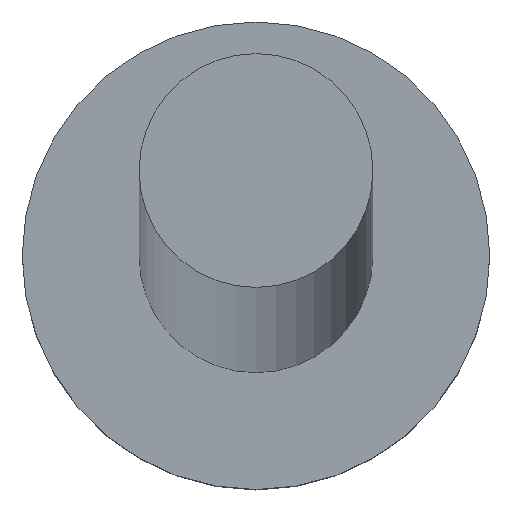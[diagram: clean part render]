
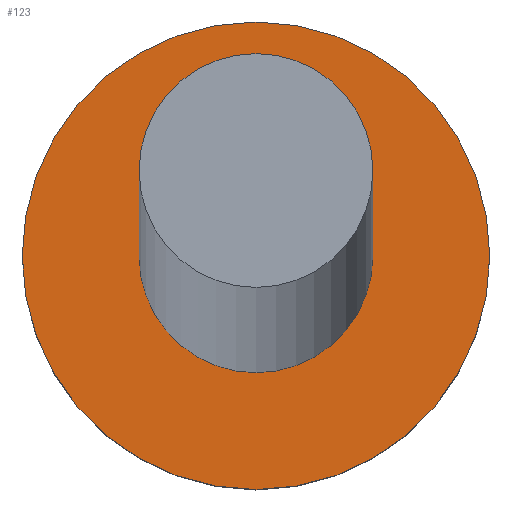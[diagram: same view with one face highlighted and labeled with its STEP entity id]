
A CAD part, top view. The second image highlights one B-rep face of the part: STEP entity #123.
In plain terms, the highlighted planar face has unit normal (0, 0, 1).
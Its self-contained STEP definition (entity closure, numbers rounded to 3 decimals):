
#2 = DIRECTION ( 'NONE',  ( 1., 0., 0. ) ) ;
#16 = VERTEX_POINT ( 'NONE', #171 ) ;
#19 = DIRECTION ( 'NONE',  ( 1., 0., 0. ) ) ;
#26 = CARTESIAN_POINT ( 'NONE',  ( 1.5, 0., 1.5 ) ) ;
#27 = CIRCLE ( 'NONE', #35, 0.75 ) ;
#32 = AXIS2_PLACEMENT_3D ( 'NONE', #216, #230, #47 ) ;
#34 = FACE_OUTER_BOUND ( 'NONE', #110, .T. ) ;
#35 = AXIS2_PLACEMENT_3D ( 'NONE', #211, #220, #19 ) ;
#36 = CARTESIAN_POINT ( 'NONE',  ( 0., 0., 1.5 ) ) ;
#37 = VERTEX_POINT ( 'NONE', #113 ) ;
#38 = EDGE_CURVE ( 'NONE', #210, #16, #224, .T. ) ;
#45 = ORIENTED_EDGE ( 'NONE', *, *, #227, .T. ) ;
#47 = DIRECTION ( 'NONE',  ( 1., 0., 0. ) ) ;
#52 = AXIS2_PLACEMENT_3D ( 'NONE', #189, #107, #170 ) ;
#55 = EDGE_CURVE ( 'NONE', #37, #79, #27, .T. ) ;
#71 = ORIENTED_EDGE ( 'NONE', *, *, #88, .F. ) ;
#75 = PLANE ( 'NONE',  #184 ) ;
#77 = DIRECTION ( 'NONE',  ( 0., 0., 1. ) ) ;
#79 = VERTEX_POINT ( 'NONE', #183 ) ;
#88 = EDGE_CURVE ( 'NONE', #79, #37, #101, .T. ) ;
#101 = CIRCLE ( 'NONE', #213, 0.75 ) ;
#107 = DIRECTION ( 'NONE',  ( 0., 0., 1. ) ) ;
#110 = EDGE_LOOP ( 'NONE', ( #45, #185 ) ) ;
#113 = CARTESIAN_POINT ( 'NONE',  ( -0.75, 0., 1.5 ) ) ;
#123 = ADVANCED_FACE ( 'NONE', ( #255, #34 ), #75, .T. ) ;
#127 = DIRECTION ( 'NONE',  ( 1., 0., 0. ) ) ;
#170 = DIRECTION ( 'NONE',  ( 1., 0., 0. ) ) ;
#171 = CARTESIAN_POINT ( 'NONE',  ( -1.5, 0., 1.5 ) ) ;
#172 = ORIENTED_EDGE ( 'NONE', *, *, #55, .F. ) ;
#173 = CIRCLE ( 'NONE', #52, 1.5 ) ;
#180 = DIRECTION ( 'NONE',  ( 0., 0., 1. ) ) ;
#183 = CARTESIAN_POINT ( 'NONE',  ( 0.75, 0., 1.5 ) ) ;
#184 = AXIS2_PLACEMENT_3D ( 'NONE', #236, #77, #2 ) ;
#185 = ORIENTED_EDGE ( 'NONE', *, *, #38, .T. ) ;
#189 = CARTESIAN_POINT ( 'NONE',  ( 0., 0., 1.5 ) ) ;
#210 = VERTEX_POINT ( 'NONE', #26 ) ;
#211 = CARTESIAN_POINT ( 'NONE',  ( 0., 0., 1.5 ) ) ;
#212 = EDGE_LOOP ( 'NONE', ( #172, #71 ) ) ;
#213 = AXIS2_PLACEMENT_3D ( 'NONE', #36, #180, #127 ) ;
#216 = CARTESIAN_POINT ( 'NONE',  ( 0., 0., 1.5 ) ) ;
#220 = DIRECTION ( 'NONE',  ( 0., 0., 1. ) ) ;
#224 = CIRCLE ( 'NONE', #32, 1.5 ) ;
#227 = EDGE_CURVE ( 'NONE', #16, #210, #173, .T. ) ;
#230 = DIRECTION ( 'NONE',  ( 0., 0., 1. ) ) ;
#236 = CARTESIAN_POINT ( 'NONE',  ( 0., 0., 1.5 ) ) ;
#255 = FACE_BOUND ( 'NONE', #212, .T. ) ;
